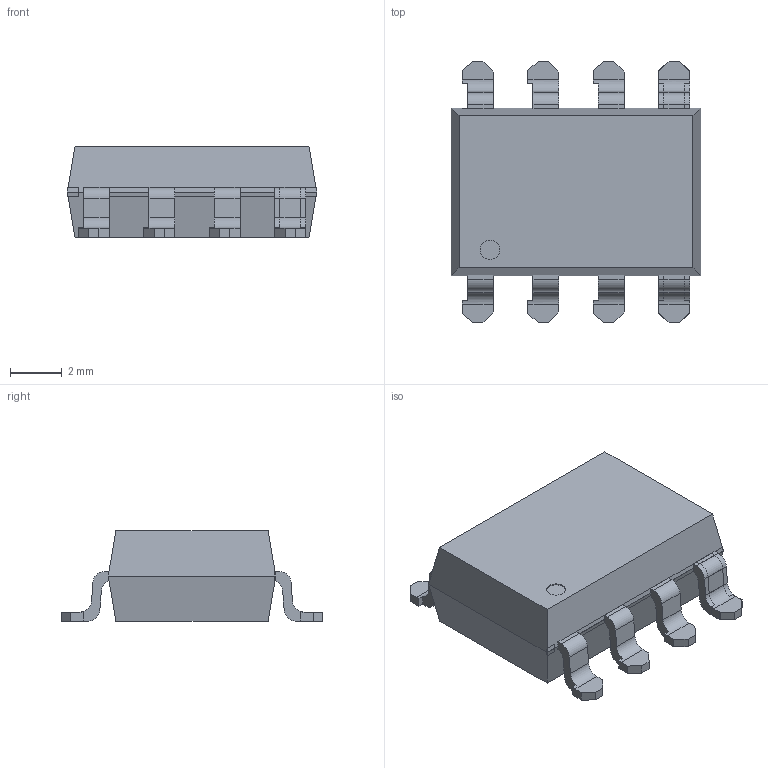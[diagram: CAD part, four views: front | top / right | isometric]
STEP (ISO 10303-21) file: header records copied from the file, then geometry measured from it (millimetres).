
FILE_DESCRIPTION(/* description */ (''),/* implementation_level */ '2;1');
FILE_NAME(/* name */ 'PDIP-8 SMD.step',/* time_stamp */ '2020-05-18T12:34:22-07:00',/* author */ (''),/* organization */ (''),/* preprocessor_version */ 'ST-DEVELOPER v18.1',/* originating_system */ 'Autodesk Translation Framework v9.3.0.1241',/* authorisation */ '');
FILE_SCHEMA (('AUTOMOTIVE_DESIGN { 1 0 10303 214 3 1 1 }'));
Length unit declared in the file: millimetre
Products named in the file (1): PDIP-8 SMD
Bounding box: 9.68 x 10.16 x 3.5 mm (x, y, z)
Volume: 217.5 mm3; surface area: 329.9 mm2
Topology: 14 solids, 14 shells, 235 faces, 608 edges, 402 vertices
Faces by surface type: plane 186, cylinder 49
Full cylindrical faces by diameter (mm): 0.75 x1
Entity records: 7253 total; most frequent: CARTESIAN_POINT 1246, ORIENTED_EDGE 1216, DIRECTION 1190, EDGE_CURVE 608, LINE 498, VECTOR 498, VERTEX_POINT 402, AXIS2_PLACEMENT_3D 346
